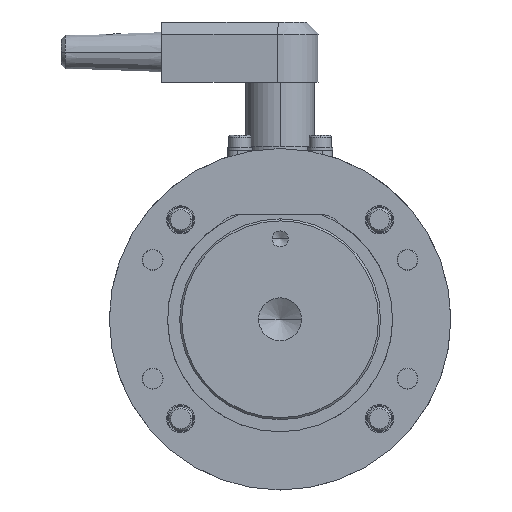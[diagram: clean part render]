
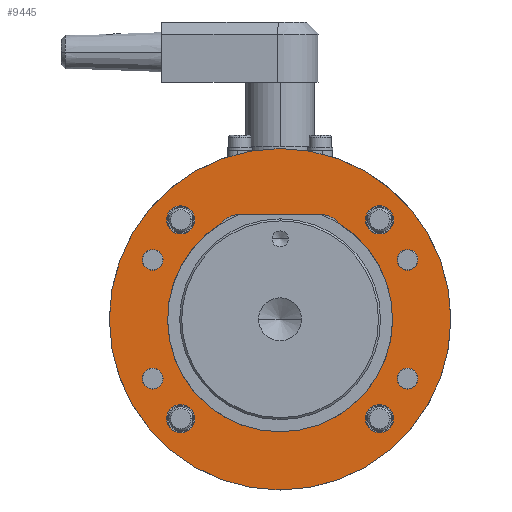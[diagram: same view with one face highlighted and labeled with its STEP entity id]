
A CAD part, left-side view. The second image highlights one B-rep face of the part: STEP entity #9445.
In plain terms, the highlighted face is planar.
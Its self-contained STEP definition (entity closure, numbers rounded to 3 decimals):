
#8699=CARTESIAN_POINT('',(0.0,4.475,47.5));
#8700=VERTEX_POINT('',#8699);
#8716=CARTESIAN_POINT('',(0.,4.475,-37.5));
#8717=VERTEX_POINT('',#8716);
#8724=CARTESIAN_POINT('',(0.0,4.475,5.0));
#8725=DIRECTION('',(0.0,-1.0,0.0));
#8726=DIRECTION('',(0.0,0.0,1.0));
#8727=AXIS2_PLACEMENT_3D('',#8724,#8725,#8726);
#8728=CIRCLE('',#8727,42.5);
#8729=EDGE_CURVE('',#8717,#8700,#8728,.T.);
#8741=CARTESIAN_POINT('',(24.749,4.475,26.249));
#8742=VERTEX_POINT('',#8741);
#8758=CARTESIAN_POINT('',(24.749,4.475,33.249));
#8759=VERTEX_POINT('',#8758);
#8766=CARTESIAN_POINT('',(24.749,4.475,29.749));
#8767=DIRECTION('',(0.0,-1.0,0.0));
#8768=DIRECTION('',(0.0,0.0,-1.0));
#8769=AXIS2_PLACEMENT_3D('',#8766,#8767,#8768);
#8770=CIRCLE('',#8769,3.5);
#8771=EDGE_CURVE('',#8742,#8759,#8770,.T.);
#8783=CARTESIAN_POINT('',(-21.249,4.475,29.749));
#8784=VERTEX_POINT('',#8783);
#8800=CARTESIAN_POINT('',(-28.249,4.475,29.749));
#8801=VERTEX_POINT('',#8800);
#8808=CARTESIAN_POINT('',(-24.749,4.475,29.749));
#8809=DIRECTION('',(0.0,-1.0,0.0));
#8810=DIRECTION('',(1.0,0.0,0.0));
#8811=AXIS2_PLACEMENT_3D('',#8808,#8809,#8810);
#8812=CIRCLE('',#8811,3.5);
#8813=EDGE_CURVE('',#8784,#8801,#8812,.T.);
#8825=CARTESIAN_POINT('',(-24.749,4.475,-16.249));
#8826=VERTEX_POINT('',#8825);
#8842=CARTESIAN_POINT('',(-24.749,4.475,-23.249));
#8843=VERTEX_POINT('',#8842);
#8850=CARTESIAN_POINT('',(-24.749,4.475,-19.749));
#8851=DIRECTION('',(0.0,-1.0,0.0));
#8852=DIRECTION('',(0.0,0.0,1.0));
#8853=AXIS2_PLACEMENT_3D('',#8850,#8851,#8852);
#8854=CIRCLE('',#8853,3.5);
#8855=EDGE_CURVE('',#8826,#8843,#8854,.T.);
#8867=CARTESIAN_POINT('',(21.249,4.475,-19.749));
#8868=VERTEX_POINT('',#8867);
#8884=CARTESIAN_POINT('',(28.249,4.475,-19.749));
#8885=VERTEX_POINT('',#8884);
#8892=CARTESIAN_POINT('',(24.749,4.475,-19.749));
#8893=DIRECTION('',(0.0,-1.0,0.0));
#8894=DIRECTION('',(-1.0,0.0,0.0));
#8895=AXIS2_PLACEMENT_3D('',#8892,#8893,#8894);
#8896=CIRCLE('',#8895,3.5);
#8897=EDGE_CURVE('',#8868,#8885,#8896,.T.);
#8909=CARTESIAN_POINT('',(-31.721,4.475,17.215));
#8910=VERTEX_POINT('',#8909);
#8926=CARTESIAN_POINT('',(-31.721,4.475,22.368));
#8927=VERTEX_POINT('',#8926);
#8934=CARTESIAN_POINT('',(-31.721,4.475,19.792));
#8935=DIRECTION('',(0.0,-1.0,0.0));
#8936=DIRECTION('',(0.0,0.0,-1.0));
#8937=AXIS2_PLACEMENT_3D('',#8934,#8935,#8936);
#8938=CIRCLE('',#8937,2.576);
#8939=EDGE_CURVE('',#8910,#8927,#8938,.T.);
#8951=CARTESIAN_POINT('',(31.719,4.475,17.215));
#8952=VERTEX_POINT('',#8951);
#8968=CARTESIAN_POINT('',(31.719,4.475,22.368));
#8969=VERTEX_POINT('',#8968);
#8976=CARTESIAN_POINT('',(31.719,4.475,19.792));
#8977=DIRECTION('',(0.0,-1.0,0.0));
#8978=DIRECTION('',(0.0,0.0,-1.0));
#8979=AXIS2_PLACEMENT_3D('',#8976,#8977,#8978);
#8980=CIRCLE('',#8979,2.576);
#8981=EDGE_CURVE('',#8952,#8969,#8980,.T.);
#8993=CARTESIAN_POINT('',(-31.721,4.475,-12.365));
#8994=VERTEX_POINT('',#8993);
#9010=CARTESIAN_POINT('',(-31.721,4.475,-7.212));
#9011=VERTEX_POINT('',#9010);
#9018=CARTESIAN_POINT('',(-31.721,4.475,-9.788));
#9019=DIRECTION('',(0.0,-1.0,0.0));
#9020=DIRECTION('',(0.0,0.0,-1.0));
#9021=AXIS2_PLACEMENT_3D('',#9018,#9019,#9020);
#9022=CIRCLE('',#9021,2.576);
#9023=EDGE_CURVE('',#8994,#9011,#9022,.T.);
#9035=CARTESIAN_POINT('',(31.719,4.475,-12.365));
#9036=VERTEX_POINT('',#9035);
#9052=CARTESIAN_POINT('',(31.719,4.475,-7.212));
#9053=VERTEX_POINT('',#9052);
#9060=CARTESIAN_POINT('',(31.719,4.475,-9.788));
#9061=DIRECTION('',(0.0,-1.0,0.0));
#9062=DIRECTION('',(0.0,0.0,-1.0));
#9063=AXIS2_PLACEMENT_3D('',#9060,#9061,#9062);
#9064=CIRCLE('',#9063,2.576);
#9065=EDGE_CURVE('',#9036,#9053,#9064,.T.);
#9076=CARTESIAN_POINT('',(31.719,4.475,-9.788));
#9077=DIRECTION('',(0.0,-1.0,0.0));
#9078=DIRECTION('',(0.0,0.0,-1.0));
#9079=AXIS2_PLACEMENT_3D('',#9076,#9077,#9078);
#9080=CIRCLE('',#9079,2.576);
#9081=EDGE_CURVE('',#9053,#9036,#9080,.T.);
#9100=CARTESIAN_POINT('',(-31.721,4.475,-9.788));
#9101=DIRECTION('',(0.0,-1.0,0.0));
#9102=DIRECTION('',(0.0,0.0,-1.0));
#9103=AXIS2_PLACEMENT_3D('',#9100,#9101,#9102);
#9104=CIRCLE('',#9103,2.576);
#9105=EDGE_CURVE('',#9011,#8994,#9104,.T.);
#9124=CARTESIAN_POINT('',(31.719,4.475,19.792));
#9125=DIRECTION('',(0.0,-1.0,0.0));
#9126=DIRECTION('',(0.0,0.0,-1.0));
#9127=AXIS2_PLACEMENT_3D('',#9124,#9125,#9126);
#9128=CIRCLE('',#9127,2.576);
#9129=EDGE_CURVE('',#8969,#8952,#9128,.T.);
#9148=CARTESIAN_POINT('',(-31.721,4.475,19.792));
#9149=DIRECTION('',(0.0,-1.0,0.0));
#9150=DIRECTION('',(0.0,0.0,-1.0));
#9151=AXIS2_PLACEMENT_3D('',#9148,#9149,#9150);
#9152=CIRCLE('',#9151,2.576);
#9153=EDGE_CURVE('',#8927,#8910,#9152,.T.);
#9171=CARTESIAN_POINT('',(10.5,4.475,31.0));
#9172=VERTEX_POINT('',#9171);
#9173=CARTESIAN_POINT('',(-10.5,4.475,31.0));
#9174=VERTEX_POINT('',#9173);
#9175=CARTESIAN_POINT('',(10.5,4.475,31.0));
#9176=DIRECTION('',(-1.0,0.0,0.0));
#9177=VECTOR('',#9176,21.0);
#9178=LINE('',#9175,#9177);
#9179=EDGE_CURVE('',#9172,#9174,#9178,.T.);
#9211=CARTESIAN_POINT('',(-14.562,4.475,28.915));
#9212=VERTEX_POINT('',#9211);
#9213=CARTESIAN_POINT('',(-10.5,4.475,26.0));
#9214=DIRECTION('',(0.0,-1.0,0.0));
#9215=DIRECTION('',(1.0,0.0,0.0));
#9216=AXIS2_PLACEMENT_3D('',#9213,#9214,#9215);
#9217=CIRCLE('',#9216,5.0);
#9218=EDGE_CURVE('',#9174,#9212,#9217,.T.);
#9244=CARTESIAN_POINT('',(14.562,4.475,28.915));
#9245=VERTEX_POINT('',#9244);
#9246=CARTESIAN_POINT('',(0.0,4.475,5.0));
#9247=DIRECTION('',(0.0,-1.0,0.0));
#9248=DIRECTION('',(1.0,0.0,0.0));
#9249=AXIS2_PLACEMENT_3D('',#9246,#9247,#9248);
#9250=CIRCLE('',#9249,28.0);
#9251=EDGE_CURVE('',#9212,#9245,#9250,.T.);
#9277=CARTESIAN_POINT('',(10.5,4.475,26.0));
#9278=DIRECTION('',(0.0,-1.0,0.0));
#9279=DIRECTION('',(1.0,0.0,0.0));
#9280=AXIS2_PLACEMENT_3D('',#9277,#9278,#9279);
#9281=CIRCLE('',#9280,5.0);
#9282=EDGE_CURVE('',#9245,#9172,#9281,.T.);
#9302=CARTESIAN_POINT('',(24.749,4.475,-19.749));
#9303=DIRECTION('',(0.0,-1.0,0.0));
#9304=DIRECTION('',(-1.0,0.0,0.0));
#9305=AXIS2_PLACEMENT_3D('',#9302,#9303,#9304);
#9306=CIRCLE('',#9305,3.5);
#9307=EDGE_CURVE('',#8885,#8868,#9306,.T.);
#9326=CARTESIAN_POINT('',(-24.749,4.475,-19.749));
#9327=DIRECTION('',(0.0,-1.0,0.0));
#9328=DIRECTION('',(0.0,0.0,1.0));
#9329=AXIS2_PLACEMENT_3D('',#9326,#9327,#9328);
#9330=CIRCLE('',#9329,3.5);
#9331=EDGE_CURVE('',#8843,#8826,#9330,.T.);
#9350=CARTESIAN_POINT('',(-24.749,4.475,29.749));
#9351=DIRECTION('',(0.0,-1.0,0.0));
#9352=DIRECTION('',(1.0,0.0,0.0));
#9353=AXIS2_PLACEMENT_3D('',#9350,#9351,#9352);
#9354=CIRCLE('',#9353,3.5);
#9355=EDGE_CURVE('',#8801,#8784,#9354,.T.);
#9374=CARTESIAN_POINT('',(24.749,4.475,29.749));
#9375=DIRECTION('',(0.0,-1.0,0.0));
#9376=DIRECTION('',(0.0,0.0,-1.0));
#9377=AXIS2_PLACEMENT_3D('',#9374,#9375,#9376);
#9378=CIRCLE('',#9377,3.5);
#9379=EDGE_CURVE('',#8759,#8742,#9378,.T.);
#9392=CARTESIAN_POINT('',(-46.75,4.475,-41.75));
#9393=DIRECTION('',(0.0,1.0,0.0));
#9394=DIRECTION('',(0.0,0.0,1.0));
#9395=AXIS2_PLACEMENT_3D('',#9392,#9393,#9394);
#9396=PLANE('',#9395);
#9397=CARTESIAN_POINT('',(0.0,4.475,5.0));
#9398=DIRECTION('',(0.0,-1.0,0.0));
#9399=DIRECTION('',(0.0,0.0,1.0));
#9400=AXIS2_PLACEMENT_3D('',#9397,#9398,#9399);
#9401=CIRCLE('',#9400,42.5);
#9402=EDGE_CURVE('',#8700,#8717,#9401,.T.);
#9403=ORIENTED_EDGE('',*,*,#9402,.F.);
#9404=ORIENTED_EDGE('',*,*,#8729,.F.);
#9405=EDGE_LOOP('',(#9403,#9404));
#9406=FACE_OUTER_BOUND('',#9405,.T.);
#9407=ORIENTED_EDGE('',*,*,#9081,.T.);
#9408=ORIENTED_EDGE('',*,*,#9065,.T.);
#9409=EDGE_LOOP('',(#9407,#9408));
#9410=FACE_BOUND('',#9409,.T.);
#9411=ORIENTED_EDGE('',*,*,#9105,.T.);
#9412=ORIENTED_EDGE('',*,*,#9023,.T.);
#9413=EDGE_LOOP('',(#9411,#9412));
#9414=FACE_BOUND('',#9413,.T.);
#9415=ORIENTED_EDGE('',*,*,#9129,.T.);
#9416=ORIENTED_EDGE('',*,*,#8981,.T.);
#9417=EDGE_LOOP('',(#9415,#9416));
#9418=FACE_BOUND('',#9417,.T.);
#9419=ORIENTED_EDGE('',*,*,#9153,.T.);
#9420=ORIENTED_EDGE('',*,*,#8939,.T.);
#9421=EDGE_LOOP('',(#9419,#9420));
#9422=FACE_BOUND('',#9421,.T.);
#9423=ORIENTED_EDGE('',*,*,#9251,.T.);
#9424=ORIENTED_EDGE('',*,*,#9282,.T.);
#9425=ORIENTED_EDGE('',*,*,#9179,.T.);
#9426=ORIENTED_EDGE('',*,*,#9218,.T.);
#9427=EDGE_LOOP('',(#9423,#9424,#9425,#9426));
#9428=FACE_BOUND('',#9427,.T.);
#9429=ORIENTED_EDGE('',*,*,#9307,.T.);
#9430=ORIENTED_EDGE('',*,*,#8897,.T.);
#9431=EDGE_LOOP('',(#9429,#9430));
#9432=FACE_BOUND('',#9431,.T.);
#9433=ORIENTED_EDGE('',*,*,#9331,.T.);
#9434=ORIENTED_EDGE('',*,*,#8855,.T.);
#9435=EDGE_LOOP('',(#9433,#9434));
#9436=FACE_BOUND('',#9435,.T.);
#9437=ORIENTED_EDGE('',*,*,#9355,.T.);
#9438=ORIENTED_EDGE('',*,*,#8813,.T.);
#9439=EDGE_LOOP('',(#9437,#9438));
#9440=FACE_BOUND('',#9439,.T.);
#9441=ORIENTED_EDGE('',*,*,#9379,.T.);
#9442=ORIENTED_EDGE('',*,*,#8771,.T.);
#9443=EDGE_LOOP('',(#9441,#9442));
#9444=FACE_BOUND('',#9443,.T.);
#9445=ADVANCED_FACE('',(#9406,#9410,#9414,#9418,#9422,#9428,#9432,#9436,#9440,#9444),#9396,.T.);
